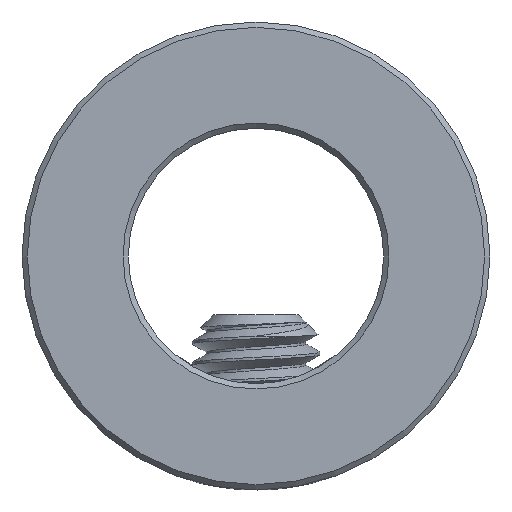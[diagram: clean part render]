
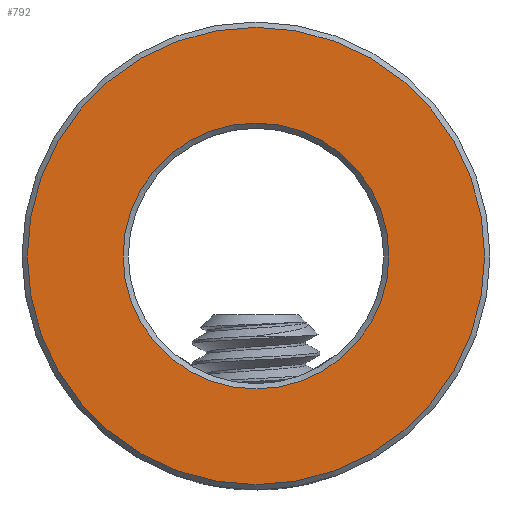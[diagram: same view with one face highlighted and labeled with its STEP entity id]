
A CAD part, front view. The second image highlights one B-rep face of the part: STEP entity #792.
In plain terms, the highlighted planar face has unit normal (0, -1, 0).
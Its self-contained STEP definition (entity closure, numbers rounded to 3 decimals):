
#32=FACE_BOUND('',#183,.T.);
#49=PLANE('',#878);
#130=FACE_OUTER_BOUND('',#182,.T.);
#182=EDGE_LOOP('',(#709));
#183=EDGE_LOOP('',(#710));
#213=CIRCLE('',#877,10.75);
#214=CIRCLE('',#879,6.25);
#385=VERTEX_POINT('',#2835);
#386=VERTEX_POINT('',#2839);
#494=EDGE_CURVE('',#385,#385,#213,.T.);
#495=EDGE_CURVE('',#386,#386,#214,.T.);
#709=ORIENTED_EDGE('',*,*,#494,.F.);
#710=ORIENTED_EDGE('',*,*,#495,.F.);
#792=ADVANCED_FACE('',(#130,#32),#49,.F.);
#877=AXIS2_PLACEMENT_3D('',#2837,#1058,#1059);
#878=AXIS2_PLACEMENT_3D('',#2838,#1060,#1061);
#879=AXIS2_PLACEMENT_3D('',#2840,#1062,#1063);
#1058=DIRECTION('center_axis',(0.,1.,0.));
#1059=DIRECTION('ref_axis',(1.,0.,0.));
#1060=DIRECTION('center_axis',(0.,1.,0.));
#1061=DIRECTION('ref_axis',(1.,0.,0.));
#1062=DIRECTION('center_axis',(0.,-1.,0.));
#1063=DIRECTION('ref_axis',(1.,0.,0.));
#2835=CARTESIAN_POINT('',(-10.75,0.,0.));
#2837=CARTESIAN_POINT('Origin',(0.,0.,0.));
#2838=CARTESIAN_POINT('Origin',(0.,0.,0.));
#2839=CARTESIAN_POINT('',(-6.25,0.,0.));
#2840=CARTESIAN_POINT('Origin',(0.,0.,0.));
